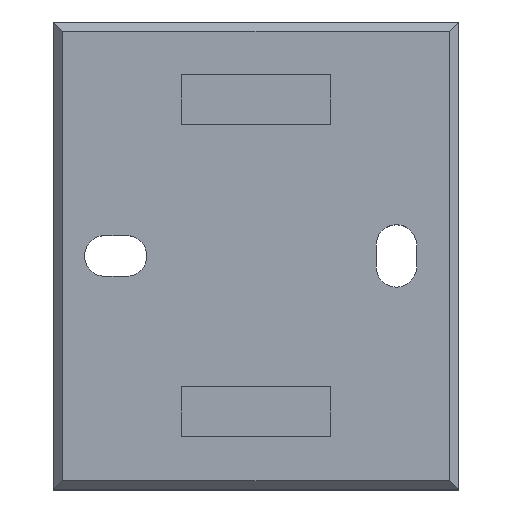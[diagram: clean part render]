
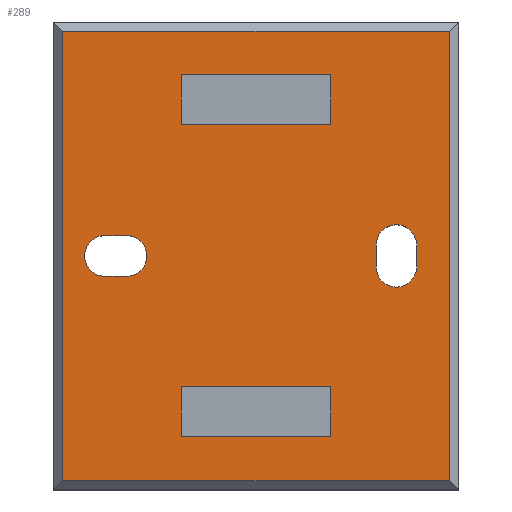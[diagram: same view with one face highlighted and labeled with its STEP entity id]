
A CAD part, top view. The second image highlights one B-rep face of the part: STEP entity #289.
In plain terms, the highlighted face is planar.
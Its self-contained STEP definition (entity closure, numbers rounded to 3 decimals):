
#179 = CIRCLE ( 'NONE', #15549, 6.5 ) ;
#212 = DIRECTION ( 'NONE',  ( 0., 0., 1. ) ) ;
#281 = EDGE_CURVE ( 'NONE', #5694, #5694, #13426, .T. ) ;
#289 = ADVANCED_FACE ( 'NONE', ( #10847, #9443, #12945, #17400, #8974, #19047, #10384 ), #7379, .T. ) ;
#374 = CARTESIAN_POINT ( 'NONE',  ( 15., 8., -45.75 ) ) ;
#384 = VERTEX_POINT ( 'NONE', #6439 ) ;
#509 = DIRECTION ( 'NONE',  ( 1., 0., 0. ) ) ;
#533 = ORIENTED_EDGE ( 'NONE', *, *, #15175, .T. ) ;
#570 = AXIS2_PLACEMENT_3D ( 'NONE', #15010, #4644, #212 ) ;
#606 = VERTEX_POINT ( 'NONE', #6086 ) ;
#661 = LINE ( 'NONE', #12825, #17566 ) ;
#723 = CARTESIAN_POINT ( 'NONE',  ( -41.5, 8., 0. ) ) ;
#830 = EDGE_LOOP ( 'NONE', ( #1746, #533, #14242, #15429 ) ) ;
#838 = VECTOR ( 'NONE', #509, 1000. ) ;
#884 = AXIS2_PLACEMENT_3D ( 'NONE', #5329, #9801, #2186 ) ;
#931 = CIRCLE ( 'NONE', #10995, 4.25 ) ;
#998 = CARTESIAN_POINT ( 'NONE',  ( 51.5, 8., -3.5 ) ) ;
#1059 = EDGE_LOOP ( 'NONE', ( #11010, #11970, #11033, #14395 ) ) ;
#1112 = ORIENTED_EDGE ( 'NONE', *, *, #8920, .F. ) ;
#1320 = DIRECTION ( 'NONE',  ( 0., 1., 0. ) ) ;
#1746 = ORIENTED_EDGE ( 'NONE', *, *, #10048, .T. ) ;
#1902 = EDGE_CURVE ( 'NONE', #15832, #15832, #931, .T. ) ;
#1929 = CIRCLE ( 'NONE', #884, 4.25 ) ;
#2186 = DIRECTION ( 'NONE',  ( 0., 0., 1. ) ) ;
#2608 = LINE ( 'NONE', #4218, #14893 ) ;
#2623 = EDGE_LOOP ( 'NONE', ( #3769, #8080, #18681, #8550 ) ) ;
#2712 = CARTESIAN_POINT ( 'NONE',  ( 15., 8., 50. ) ) ;
#2813 = DIRECTION ( 'NONE',  ( 0., 0., 1. ) ) ;
#3342 = CARTESIAN_POINT ( 'NONE',  ( 15., 8., 54.25 ) ) ;
#3645 = DIRECTION ( 'NONE',  ( -1., 0., 0. ) ) ;
#3748 = DIRECTION ( 'NONE',  ( 0., 1., 0. ) ) ;
#3769 = ORIENTED_EDGE ( 'NONE', *, *, #4737, .F. ) ;
#3923 = LINE ( 'NONE', #14129, #8442 ) ;
#4122 = VERTEX_POINT ( 'NONE', #13325 ) ;
#4218 = CARTESIAN_POINT ( 'NONE',  ( 51.5, 8., -3.5 ) ) ;
#4243 = VERTEX_POINT ( 'NONE', #374 ) ;
#4577 = VERTEX_POINT ( 'NONE', #13167 ) ;
#4615 = EDGE_LOOP ( 'NONE', ( #17021 ) ) ;
#4644 = DIRECTION ( 'NONE',  ( 0., 1., 0. ) ) ;
#4737 = EDGE_CURVE ( 'NONE', #4577, #13261, #10345, .T. ) ;
#4772 = CARTESIAN_POINT ( 'NONE',  ( 15., 8., -50. ) ) ;
#4931 = EDGE_CURVE ( 'NONE', #12796, #4577, #3923, .T. ) ;
#5035 = CARTESIAN_POINT ( 'NONE',  ( 62., 8., -75. ) ) ;
#5080 = DIRECTION ( 'NONE',  ( 0., 0., 1. ) ) ;
#5209 = EDGE_LOOP ( 'NONE', ( #8580 ) ) ;
#5329 = CARTESIAN_POINT ( 'NONE',  ( -15., 8., -50. ) ) ;
#5545 = CARTESIAN_POINT ( 'NONE',  ( -41.5, 8., -6.5 ) ) ;
#5694 = VERTEX_POINT ( 'NONE', #16338 ) ;
#5767 = CARTESIAN_POINT ( 'NONE',  ( 45., 8., -3.5 ) ) ;
#5781 = CARTESIAN_POINT ( 'NONE',  ( -48.5, 8., 6.5 ) ) ;
#5860 = AXIS2_PLACEMENT_3D ( 'NONE', #4772, #7879, #9563 ) ;
#6086 = CARTESIAN_POINT ( 'NONE',  ( 62., 8., -72. ) ) ;
#6168 = EDGE_CURVE ( 'NONE', #17486, #384, #661, .T. ) ;
#6346 = EDGE_CURVE ( 'NONE', #10333, #8169, #179, .T. ) ;
#6439 = CARTESIAN_POINT ( 'NONE',  ( 62., 8., 72. ) ) ;
#6663 = DIRECTION ( 'NONE',  ( 0., 1., 0. ) ) ;
#6670 = CARTESIAN_POINT ( 'NONE',  ( 38.5, 8., -3.5 ) ) ;
#6702 = LINE ( 'NONE', #5035, #15887 ) ;
#7379 = PLANE ( 'NONE',  #7801 ) ;
#7530 = CIRCLE ( 'NONE', #15880, 6.5 ) ;
#7613 = LINE ( 'NONE', #9537, #8328 ) ;
#7801 = AXIS2_PLACEMENT_3D ( 'NONE', #17885, #14767, #13432 ) ;
#7879 = DIRECTION ( 'NONE',  ( 0., 1., 0. ) ) ;
#8080 = ORIENTED_EDGE ( 'NONE', *, *, #4931, .F. ) ;
#8144 = EDGE_CURVE ( 'NONE', #13261, #13317, #9099, .T. ) ;
#8169 = VERTEX_POINT ( 'NONE', #6670 ) ;
#8328 = VECTOR ( 'NONE', #18125, 1000. ) ;
#8442 = VECTOR ( 'NONE', #3645, 1000. ) ;
#8550 = ORIENTED_EDGE ( 'NONE', *, *, #8144, .F. ) ;
#8580 = ORIENTED_EDGE ( 'NONE', *, *, #1902, .F. ) ;
#8920 = EDGE_CURVE ( 'NONE', #4243, #4243, #13759, .T. ) ;
#8974 = FACE_BOUND ( 'NONE', #5209, .T. ) ;
#9099 = LINE ( 'NONE', #15692, #838 ) ;
#9204 = DIRECTION ( 'NONE',  ( 0., 1., 0. ) ) ;
#9443 = FACE_BOUND ( 'NONE', #1059, .T. ) ;
#9537 = CARTESIAN_POINT ( 'NONE',  ( -65., 8., -72. ) ) ;
#9563 = DIRECTION ( 'NONE',  ( 0., 0., 1. ) ) ;
#9638 = CARTESIAN_POINT ( 'NONE',  ( -62., 8., 72. ) ) ;
#9801 = DIRECTION ( 'NONE',  ( 0., 1., 0. ) ) ;
#9862 = LINE ( 'NONE', #16539, #16857 ) ;
#10020 = VERTEX_POINT ( 'NONE', #18066 ) ;
#10048 = EDGE_CURVE ( 'NONE', #606, #10020, #7613, .T. ) ;
#10220 = CARTESIAN_POINT ( 'NONE',  ( 38.5, 8., -3.5 ) ) ;
#10333 = VERTEX_POINT ( 'NONE', #998 ) ;
#10345 = CIRCLE ( 'NONE', #570, 6.5 ) ;
#10384 = FACE_BOUND ( 'NONE', #16085, .T. ) ;
#10407 = EDGE_CURVE ( 'NONE', #8169, #4122, #16070, .T. ) ;
#10468 = DIRECTION ( 'NONE',  ( 0., 0., 1. ) ) ;
#10847 = FACE_OUTER_BOUND ( 'NONE', #830, .T. ) ;
#10867 = VERTEX_POINT ( 'NONE', #15409 ) ;
#10940 = EDGE_CURVE ( 'NONE', #15217, #10333, #2608, .T. ) ;
#10995 = AXIS2_PLACEMENT_3D ( 'NONE', #2712, #9204, #13256 ) ;
#11010 = ORIENTED_EDGE ( 'NONE', *, *, #6346, .F. ) ;
#11033 = ORIENTED_EDGE ( 'NONE', *, *, #17088, .F. ) ;
#11146 = CARTESIAN_POINT ( 'NONE',  ( 45., 8., 3.5 ) ) ;
#11174 = EDGE_CURVE ( 'NONE', #10867, #10867, #1929, .T. ) ;
#11729 = DIRECTION ( 'NONE',  ( 0., 1., 0. ) ) ;
#11970 = ORIENTED_EDGE ( 'NONE', *, *, #10940, .F. ) ;
#12272 = DIRECTION ( 'NONE',  ( 0., 0., 1. ) ) ;
#12537 = VECTOR ( 'NONE', #17868, 1000. ) ;
#12667 = EDGE_CURVE ( 'NONE', #13317, #12796, #7530, .T. ) ;
#12796 = VERTEX_POINT ( 'NONE', #5545 ) ;
#12825 = CARTESIAN_POINT ( 'NONE',  ( 65., 8., 72. ) ) ;
#12945 = FACE_BOUND ( 'NONE', #2623, .T. ) ;
#13167 = CARTESIAN_POINT ( 'NONE',  ( -48.5, 8., -6.5 ) ) ;
#13239 = CARTESIAN_POINT ( 'NONE',  ( -15., 8., 50. ) ) ;
#13256 = DIRECTION ( 'NONE',  ( 0., 0., 1. ) ) ;
#13261 = VERTEX_POINT ( 'NONE', #5781 ) ;
#13317 = VERTEX_POINT ( 'NONE', #19464 ) ;
#13325 = CARTESIAN_POINT ( 'NONE',  ( 38.5, 8., 3.5 ) ) ;
#13426 = CIRCLE ( 'NONE', #18240, 4.25 ) ;
#13432 = DIRECTION ( 'NONE',  ( 0., 0., 1. ) ) ;
#13759 = CIRCLE ( 'NONE', #5860, 4.25 ) ;
#14129 = CARTESIAN_POINT ( 'NONE',  ( -48.5, 8., -6.5 ) ) ;
#14242 = ORIENTED_EDGE ( 'NONE', *, *, #6168, .T. ) ;
#14349 = DIRECTION ( 'NONE',  ( 1., 0., 0. ) ) ;
#14395 = ORIENTED_EDGE ( 'NONE', *, *, #10407, .F. ) ;
#14767 = DIRECTION ( 'NONE',  ( 0., 1., 0. ) ) ;
#14893 = VECTOR ( 'NONE', #16346, 1000. ) ;
#15010 = CARTESIAN_POINT ( 'NONE',  ( -48.5, 8., 0. ) ) ;
#15052 = CARTESIAN_POINT ( 'NONE',  ( 51.5, 8., 3.5 ) ) ;
#15175 = EDGE_CURVE ( 'NONE', #10020, #17486, #9862, .T. ) ;
#15217 = VERTEX_POINT ( 'NONE', #15052 ) ;
#15409 = CARTESIAN_POINT ( 'NONE',  ( -15., 8., -45.75 ) ) ;
#15429 = ORIENTED_EDGE ( 'NONE', *, *, #17512, .T. ) ;
#15549 = AXIS2_PLACEMENT_3D ( 'NONE', #5767, #1320, #10468 ) ;
#15692 = CARTESIAN_POINT ( 'NONE',  ( -48.5, 8., 6.5 ) ) ;
#15832 = VERTEX_POINT ( 'NONE', #3342 ) ;
#15880 = AXIS2_PLACEMENT_3D ( 'NONE', #723, #3748, #5080 ) ;
#15887 = VECTOR ( 'NONE', #17085, 1000. ) ;
#16070 = LINE ( 'NONE', #10220, #12537 ) ;
#16085 = EDGE_LOOP ( 'NONE', ( #18286 ) ) ;
#16338 = CARTESIAN_POINT ( 'NONE',  ( -15., 8., 54.25 ) ) ;
#16346 = DIRECTION ( 'NONE',  ( 0., 0., -1. ) ) ;
#16539 = CARTESIAN_POINT ( 'NONE',  ( -62., 8., 75. ) ) ;
#16857 = VECTOR ( 'NONE', #12272, 1000. ) ;
#17021 = ORIENTED_EDGE ( 'NONE', *, *, #281, .F. ) ;
#17085 = DIRECTION ( 'NONE',  ( 0., 0., -1. ) ) ;
#17088 = EDGE_CURVE ( 'NONE', #4122, #15217, #17302, .T. ) ;
#17168 = DIRECTION ( 'NONE',  ( 0., 0., 1. ) ) ;
#17302 = CIRCLE ( 'NONE', #17897, 6.5 ) ;
#17400 = FACE_BOUND ( 'NONE', #4615, .T. ) ;
#17486 = VERTEX_POINT ( 'NONE', #9638 ) ;
#17512 = EDGE_CURVE ( 'NONE', #384, #606, #6702, .T. ) ;
#17566 = VECTOR ( 'NONE', #14349, 1000. ) ;
#17868 = DIRECTION ( 'NONE',  ( 0., 0., 1. ) ) ;
#17885 = CARTESIAN_POINT ( 'NONE',  ( 0., 8., 0. ) ) ;
#17897 = AXIS2_PLACEMENT_3D ( 'NONE', #11146, #6663, #17168 ) ;
#18066 = CARTESIAN_POINT ( 'NONE',  ( -62., 8., -72. ) ) ;
#18125 = DIRECTION ( 'NONE',  ( -1., 0., 0. ) ) ;
#18240 = AXIS2_PLACEMENT_3D ( 'NONE', #13239, #11729, #2813 ) ;
#18286 = ORIENTED_EDGE ( 'NONE', *, *, #11174, .F. ) ;
#18681 = ORIENTED_EDGE ( 'NONE', *, *, #12667, .F. ) ;
#19047 = FACE_BOUND ( 'NONE', #19434, .T. ) ;
#19434 = EDGE_LOOP ( 'NONE', ( #1112 ) ) ;
#19464 = CARTESIAN_POINT ( 'NONE',  ( -41.5, 8., 6.5 ) ) ;
